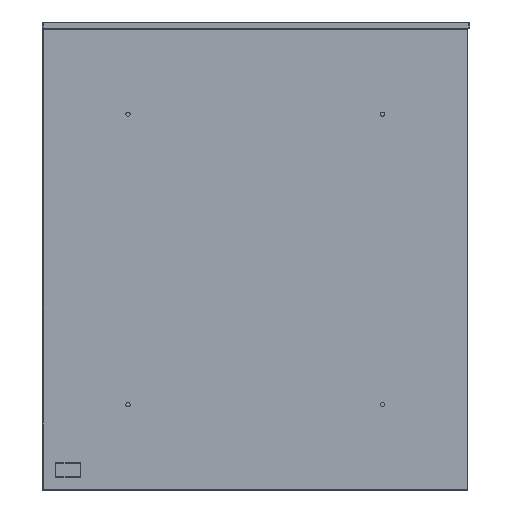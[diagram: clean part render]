
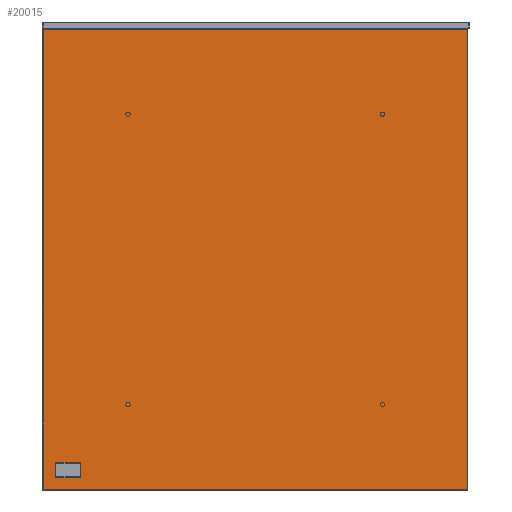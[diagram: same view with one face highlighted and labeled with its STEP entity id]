
A CAD part, left-side view. The second image highlights one B-rep face of the part: STEP entity #20015.
In plain terms, the highlighted planar face has unit normal (-1, 0, 0).
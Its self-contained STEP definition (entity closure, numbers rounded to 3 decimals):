
#19654=CARTESIAN_POINT('',(-3623.565,5493.44,-59.131));
#19655=VERTEX_POINT('',#19654);
#19656=CARTESIAN_POINT('',(-3623.565,5493.44,-596.869));
#19657=VERTEX_POINT('',#19656);
#19658=CARTESIAN_POINT('',(-3623.565,5493.44,-59.131));
#19659=DIRECTION('',(0.0,0.0,-1.0));
#19660=VECTOR('',#19659,537.737);
#19661=LINE('',#19658,#19660);
#19662=EDGE_CURVE('',#19655,#19657,#19661,.T.);
#19694=CARTESIAN_POINT('',(-3623.565,5493.771,-597.2));
#19695=VERTEX_POINT('',#19694);
#19696=CARTESIAN_POINT('',(-3623.565,5493.44,-596.869));
#19697=DIRECTION('',(0.0,0.707,-0.707));
#19698=VECTOR('',#19697,0.469);
#19699=LINE('',#19696,#19698);
#19700=EDGE_CURVE('',#19657,#19695,#19699,.T.);
#19725=CARTESIAN_POINT('',(-3623.565,5989.508,-597.2));
#19726=VERTEX_POINT('',#19725);
#19727=CARTESIAN_POINT('',(-3623.565,5493.771,-597.2));
#19728=DIRECTION('',(0.0,1.0,0.0));
#19729=VECTOR('',#19728,495.737);
#19730=LINE('',#19727,#19729);
#19731=EDGE_CURVE('',#19695,#19726,#19730,.T.);
#19765=CARTESIAN_POINT('',(-3623.565,5989.84,-596.869));
#19766=VERTEX_POINT('',#19765);
#19767=CARTESIAN_POINT('',(-3623.565,5989.508,-597.2));
#19768=DIRECTION('',(0.0,0.707,0.707));
#19769=VECTOR('',#19768,0.469);
#19770=LINE('',#19767,#19769);
#19771=EDGE_CURVE('',#19726,#19766,#19770,.T.);
#19796=CARTESIAN_POINT('',(-3623.565,5989.84,-59.131));
#19797=VERTEX_POINT('',#19796);
#19798=CARTESIAN_POINT('',(-3623.565,5989.84,-596.869));
#19799=DIRECTION('',(0.0,0.0,1.0));
#19800=VECTOR('',#19799,537.737);
#19801=LINE('',#19798,#19800);
#19802=EDGE_CURVE('',#19766,#19797,#19801,.T.);
#19827=CARTESIAN_POINT('',(-3623.565,5989.508,-58.8));
#19828=VERTEX_POINT('',#19827);
#19829=CARTESIAN_POINT('',(-3623.565,5989.84,-59.131));
#19830=DIRECTION('',(0.0,-0.707,0.707));
#19831=VECTOR('',#19830,0.469);
#19832=LINE('',#19829,#19831);
#19833=EDGE_CURVE('',#19797,#19828,#19832,.T.);
#19858=CARTESIAN_POINT('',(-3623.565,5493.771,-58.8));
#19859=VERTEX_POINT('',#19858);
#19860=CARTESIAN_POINT('',(-3623.565,5989.508,-58.8));
#19861=DIRECTION('',(0.0,-1.0,0.0));
#19862=VECTOR('',#19861,495.737);
#19863=LINE('',#19860,#19862);
#19864=EDGE_CURVE('',#19828,#19859,#19863,.T.);
#19887=CARTESIAN_POINT('',(-3623.565,5493.771,-58.8));
#19888=DIRECTION('',(0.0,-0.707,-0.707));
#19889=VECTOR('',#19888,0.469);
#19890=LINE('',#19887,#19889);
#19891=EDGE_CURVE('',#19859,#19655,#19890,.T.);
#20000=CARTESIAN_POINT('',(-3623.565,5741.64,-597.201));
#20001=DIRECTION('',(-1.0,0.0,0.0));
#20002=DIRECTION('',(0.0,0.0,1.0));
#20003=AXIS2_PLACEMENT_3D('',#20000,#20001,#20002);
#20004=PLANE('',#20003);
#20005=ORIENTED_EDGE('',*,*,#19662,.F.);
#20006=ORIENTED_EDGE('',*,*,#19891,.F.);
#20007=ORIENTED_EDGE('',*,*,#19864,.F.);
#20008=ORIENTED_EDGE('',*,*,#19833,.F.);
#20009=ORIENTED_EDGE('',*,*,#19802,.F.);
#20010=ORIENTED_EDGE('',*,*,#19771,.F.);
#20011=ORIENTED_EDGE('',*,*,#19731,.F.);
#20012=ORIENTED_EDGE('',*,*,#19700,.F.);
#20013=EDGE_LOOP('',(#20005,#20006,#20007,#20008,#20009,#20010,#20011,#20012));
#20014=FACE_OUTER_BOUND('',#20013,.T.);
#20015=ADVANCED_FACE('',(#20014),#20004,.T.);
